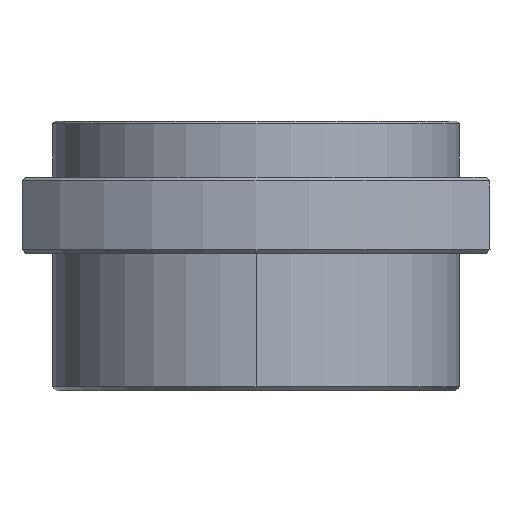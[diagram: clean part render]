
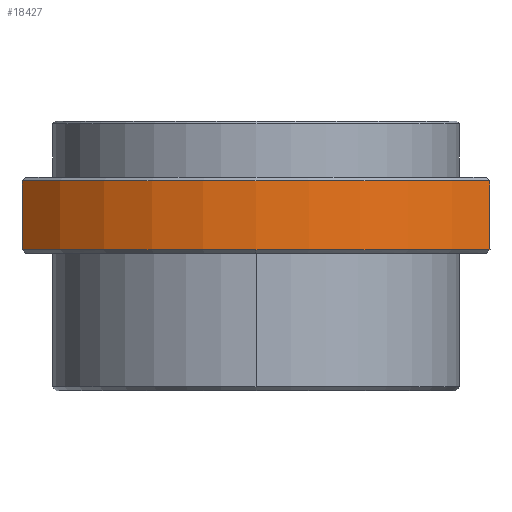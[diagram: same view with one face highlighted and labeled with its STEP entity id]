
A CAD part, front view. The second image highlights one B-rep face of the part: STEP entity #18427.
In plain terms, the highlighted cylindrical face has radius 61 mm (diameter 122 mm), a partial arc.
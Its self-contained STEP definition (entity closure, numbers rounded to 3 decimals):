
#108 = EDGE_LOOP ( 'NONE', ( #5976, #11815, #3440, #8578, #13158 ) ) ;
#464 = CARTESIAN_POINT ( 'NONE',  ( 0., 0., 27.75 ) ) ;
#1061 = VECTOR ( 'NONE', #4533, 1000. ) ;
#2800 = EDGE_CURVE ( 'NONE', #10090, #5045, #11828, .T. ) ;
#3286 = DIRECTION ( 'NONE',  ( -1., 0., 0. ) ) ;
#3440 = ORIENTED_EDGE ( 'NONE', *, *, #6714, .F. ) ;
#4082 = CARTESIAN_POINT ( 'NONE',  ( 46., -40.062, 41.25 ) ) ;
#4533 = DIRECTION ( 'NONE',  ( 0., 0., 1. ) ) ;
#4886 = CIRCLE ( 'NONE', #5866, 61. ) ;
#4956 = VERTEX_POINT ( 'NONE', #10122 ) ;
#5045 = VERTEX_POINT ( 'NONE', #4082 ) ;
#5175 = CARTESIAN_POINT ( 'NONE',  ( 0., -61., 27.75 ) ) ;
#5269 = DIRECTION ( 'NONE',  ( 0., 0., -1. ) ) ;
#5568 = DIRECTION ( 'NONE',  ( -1., 0., 0. ) ) ;
#5866 = AXIS2_PLACEMENT_3D ( 'NONE', #9509, #7541, #5568 ) ;
#5915 = AXIS2_PLACEMENT_3D ( 'NONE', #464, #11778, #9838 ) ;
#5976 = ORIENTED_EDGE ( 'NONE', *, *, #16730, .T. ) ;
#6204 = DIRECTION ( 'NONE',  ( -1., 0., 0. ) ) ;
#6222 = DIRECTION ( 'NONE',  ( 0., 0., -1. ) ) ;
#6239 = CARTESIAN_POINT ( 'NONE',  ( 0., 0., 27.75 ) ) ;
#6505 = CARTESIAN_POINT ( 'NONE',  ( -46., -40.062, 34.5 ) ) ;
#6714 = EDGE_CURVE ( 'NONE', #15415, #15636, #12244, .T. ) ;
#7241 = CARTESIAN_POINT ( 'NONE',  ( 0., 0., 41.25 ) ) ;
#7458 = CIRCLE ( 'NONE', #5915, 61. ) ;
#7541 = DIRECTION ( 'NONE',  ( 0., 0., -1. ) ) ;
#8491 = LINE ( 'NONE', #6505, #1061 ) ;
#8578 = ORIENTED_EDGE ( 'NONE', *, *, #12949, .F. ) ;
#8615 = CYLINDRICAL_SURFACE ( 'NONE', #10099, 61. ) ;
#9281 = AXIS2_PLACEMENT_3D ( 'NONE', #6239, #6222, #6204 ) ;
#9443 = CARTESIAN_POINT ( 'NONE',  ( -46., -40.062, 27.75 ) ) ;
#9509 = CARTESIAN_POINT ( 'NONE',  ( 0., 0., 41.25 ) ) ;
#9838 = DIRECTION ( 'NONE',  ( -1., 0., 0. ) ) ;
#10090 = VERTEX_POINT ( 'NONE', #14441 ) ;
#10099 = AXIS2_PLACEMENT_3D ( 'NONE', #7241, #5269, #3286 ) ;
#10122 = CARTESIAN_POINT ( 'NONE',  ( -46., -40.062, 41.25 ) ) ;
#11008 = VECTOR ( 'NONE', #11618, 1000. ) ;
#11618 = DIRECTION ( 'NONE',  ( 0., 0., 1. ) ) ;
#11638 = CARTESIAN_POINT ( 'NONE',  ( 46., -40.062, 34.5 ) ) ;
#11778 = DIRECTION ( 'NONE',  ( 0., 0., -1. ) ) ;
#11815 = ORIENTED_EDGE ( 'NONE', *, *, #16312, .F. ) ;
#11828 = LINE ( 'NONE', #11638, #11008 ) ;
#12244 = CIRCLE ( 'NONE', #9281, 61. ) ;
#12538 = FACE_OUTER_BOUND ( 'NONE', #108, .T. ) ;
#12949 = EDGE_CURVE ( 'NONE', #10090, #15415, #7458, .T. ) ;
#13158 = ORIENTED_EDGE ( 'NONE', *, *, #2800, .T. ) ;
#14441 = CARTESIAN_POINT ( 'NONE',  ( 46., -40.062, 27.75 ) ) ;
#15415 = VERTEX_POINT ( 'NONE', #5175 ) ;
#15636 = VERTEX_POINT ( 'NONE', #9443 ) ;
#16312 = EDGE_CURVE ( 'NONE', #15636, #4956, #8491, .T. ) ;
#16730 = EDGE_CURVE ( 'NONE', #5045, #4956, #4886, .T. ) ;
#18427 = ADVANCED_FACE ( 'NONE', ( #12538 ), #8615, .T. ) ;
